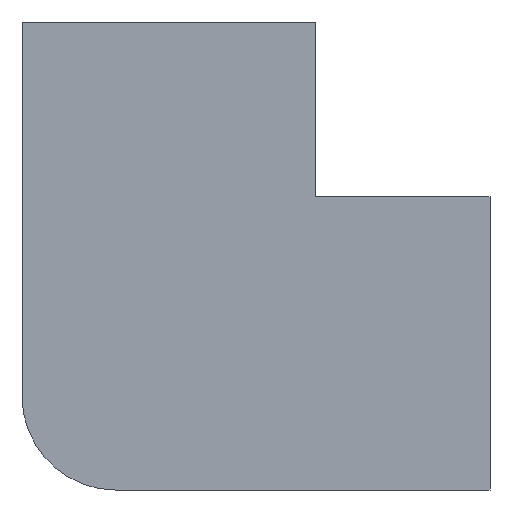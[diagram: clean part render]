
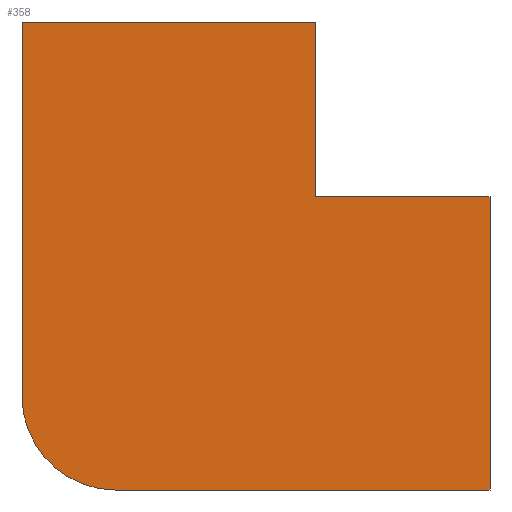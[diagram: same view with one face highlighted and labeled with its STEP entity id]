
A CAD part, left-side view. The second image highlights one B-rep face of the part: STEP entity #358.
In plain terms, the highlighted planar face has unit normal (-1, 0, 0).
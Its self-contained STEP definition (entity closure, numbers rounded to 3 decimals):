
#15 = CARTESIAN_POINT ( 'NONE',  ( -32.95, -50., 12.7 ) ) ;
#21 = CARTESIAN_POINT ( 'NONE',  ( -32.95, -12.7, 50. ) ) ;
#24 = LINE ( 'NONE', #410, #450 ) ;
#47 = VERTEX_POINT ( 'NONE', #353 ) ;
#49 = LINE ( 'NONE', #182, #168 ) ;
#50 = CIRCLE ( 'NONE', #229, 20. ) ;
#54 = LINE ( 'NONE', #525, #492 ) ;
#68 = VERTEX_POINT ( 'NONE', #447 ) ;
#72 = ORIENTED_EDGE ( 'NONE', *, *, #372, .F. ) ;
#76 = EDGE_CURVE ( 'NONE', #47, #188, #49, .T. ) ;
#80 = CARTESIAN_POINT ( 'NONE',  ( -32.95, 30., -30. ) ) ;
#85 = ORIENTED_EDGE ( 'NONE', *, *, #221, .F. ) ;
#101 = DIRECTION ( 'NONE',  ( 0., 0., 1. ) ) ;
#106 = EDGE_CURVE ( 'NONE', #117, #365, #50, .T. ) ;
#110 = VERTEX_POINT ( 'NONE', #195 ) ;
#117 = VERTEX_POINT ( 'NONE', #345 ) ;
#135 = DIRECTION ( 'NONE',  ( 0., 0., -1. ) ) ;
#147 = LINE ( 'NONE', #212, #162 ) ;
#159 = VECTOR ( 'NONE', #440, 1000. ) ;
#162 = VECTOR ( 'NONE', #489, 1000. ) ;
#165 = CARTESIAN_POINT ( 'NONE',  ( -32.95, 30., -30. ) ) ;
#168 = VECTOR ( 'NONE', #394, 1000. ) ;
#171 = ORIENTED_EDGE ( 'NONE', *, *, #454, .F. ) ;
#182 = CARTESIAN_POINT ( 'NONE',  ( -32.95, -50., 12.7 ) ) ;
#188 = VERTEX_POINT ( 'NONE', #15 ) ;
#195 = CARTESIAN_POINT ( 'NONE',  ( -32.95, -50., -50. ) ) ;
#202 = CARTESIAN_POINT ( 'NONE',  ( -32.95, -50., 12.7 ) ) ;
#210 = ORIENTED_EDGE ( 'NONE', *, *, #76, .F. ) ;
#212 = CARTESIAN_POINT ( 'NONE',  ( -32.95, 50., 50. ) ) ;
#213 = DIRECTION ( 'NONE',  ( 0., 0., -1. ) ) ;
#221 = EDGE_CURVE ( 'NONE', #110, #117, #54, .T. ) ;
#229 = AXIS2_PLACEMENT_3D ( 'NONE', #80, #417, #135 ) ;
#239 = LINE ( 'NONE', #21, #159 ) ;
#244 = ORIENTED_EDGE ( 'NONE', *, *, #481, .F. ) ;
#274 = DIRECTION ( 'NONE',  ( 0., 1., 0. ) ) ;
#299 = LINE ( 'NONE', #202, #303 ) ;
#303 = VECTOR ( 'NONE', #482, 1000. ) ;
#330 = FACE_OUTER_BOUND ( 'NONE', #515, .T. ) ;
#345 = CARTESIAN_POINT ( 'NONE',  ( -32.95, 30., -50. ) ) ;
#351 = ORIENTED_EDGE ( 'NONE', *, *, #106, .F. ) ;
#353 = CARTESIAN_POINT ( 'NONE',  ( -32.95, -12.7, 12.7 ) ) ;
#358 = ADVANCED_FACE ( 'NONE', ( #330 ), #432, .F. ) ;
#365 = VERTEX_POINT ( 'NONE', #520 ) ;
#372 = EDGE_CURVE ( 'NONE', #188, #110, #299, .T. ) ;
#386 = AXIS2_PLACEMENT_3D ( 'NONE', #165, #458, #213 ) ;
#394 = DIRECTION ( 'NONE',  ( 0., -1., 0. ) ) ;
#399 = VERTEX_POINT ( 'NONE', #425 ) ;
#410 = CARTESIAN_POINT ( 'NONE',  ( -32.95, 50., 50. ) ) ;
#417 = DIRECTION ( 'NONE',  ( 1., 0., 0. ) ) ;
#425 = CARTESIAN_POINT ( 'NONE',  ( -32.95, -12.7, 50. ) ) ;
#432 = PLANE ( 'NONE',  #386 ) ;
#440 = DIRECTION ( 'NONE',  ( 0., 0., -1. ) ) ;
#447 = CARTESIAN_POINT ( 'NONE',  ( -32.95, 50., 50. ) ) ;
#450 = VECTOR ( 'NONE', #101, 1000. ) ;
#453 = ORIENTED_EDGE ( 'NONE', *, *, #461, .F. ) ;
#454 = EDGE_CURVE ( 'NONE', #399, #47, #239, .T. ) ;
#458 = DIRECTION ( 'NONE',  ( 1., 0., 0. ) ) ;
#461 = EDGE_CURVE ( 'NONE', #68, #399, #147, .T. ) ;
#481 = EDGE_CURVE ( 'NONE', #365, #68, #24, .T. ) ;
#482 = DIRECTION ( 'NONE',  ( 0., 0., -1. ) ) ;
#489 = DIRECTION ( 'NONE',  ( 0., -1., 0. ) ) ;
#492 = VECTOR ( 'NONE', #274, 1000. ) ;
#515 = EDGE_LOOP ( 'NONE', ( #72, #210, #171, #453, #244, #351, #85 ) ) ;
#520 = CARTESIAN_POINT ( 'NONE',  ( -32.95, 50., -30. ) ) ;
#525 = CARTESIAN_POINT ( 'NONE',  ( -32.95, 30., -50. ) ) ;
